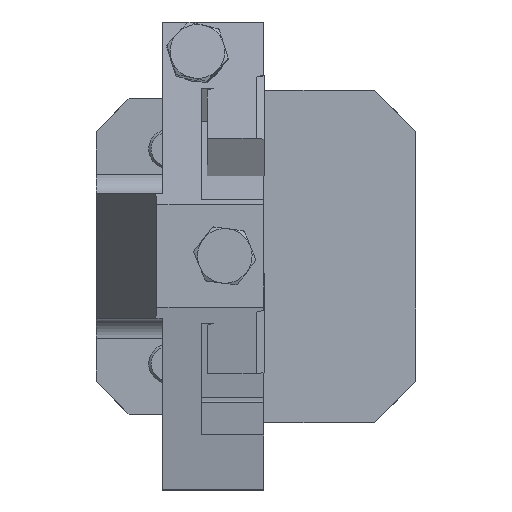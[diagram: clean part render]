
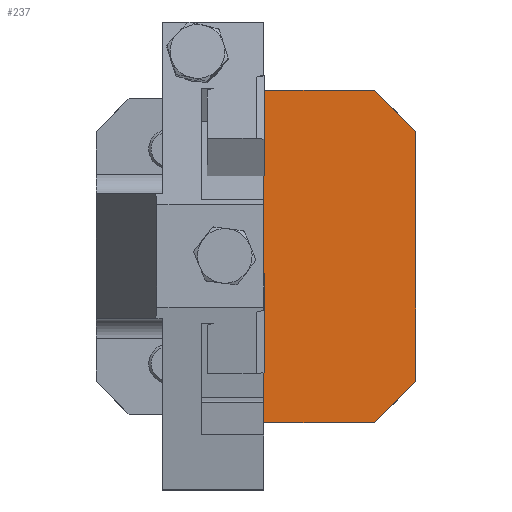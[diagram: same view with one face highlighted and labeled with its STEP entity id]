
A CAD part, top view. The second image highlights one B-rep face of the part: STEP entity #237.
In plain terms, the highlighted planar face has unit normal (0, 0, 1).
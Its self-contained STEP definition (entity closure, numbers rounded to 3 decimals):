
#237=ADVANCED_FACE('',(#468),#388,.F.);
#388=PLANE('',#2653);
#468=FACE_OUTER_BOUND('',#597,.T.);
#597=EDGE_LOOP('',(#1096,#1097,#1098,#1099,#1100,#1101));
#1096=ORIENTED_EDGE('',*,*,#1918,.F.);
#1097=ORIENTED_EDGE('',*,*,#1862,.F.);
#1098=ORIENTED_EDGE('',*,*,#1872,.F.);
#1099=ORIENTED_EDGE('',*,*,#1956,.T.);
#1100=ORIENTED_EDGE('',*,*,#1883,.F.);
#1101=ORIENTED_EDGE('',*,*,#1949,.T.);
#1617=VERTEX_POINT('',#3729);
#1618=VERTEX_POINT('',#3731);
#1624=VERTEX_POINT('',#3747);
#1628=VERTEX_POINT('',#3764);
#1629=VERTEX_POINT('',#3766);
#1655=VERTEX_POINT('',#3832);
#1862=EDGE_CURVE('',#1617,#1618,#2193,.T.);
#1872=EDGE_CURVE('',#1624,#1617,#2202,.T.);
#1883=EDGE_CURVE('',#1628,#1629,#2211,.T.);
#1918=EDGE_CURVE('',#1618,#1655,#2244,.T.);
#1949=EDGE_CURVE('',#1628,#1655,#2270,.T.);
#1956=EDGE_CURVE('',#1624,#1629,#2277,.T.);
#2193=LINE('',#3730,#2416);
#2202=LINE('',#3748,#2425);
#2211=LINE('',#3765,#2434);
#2244=LINE('',#3831,#2467);
#2270=LINE('',#3891,#2493);
#2277=LINE('',#3905,#2500);
#2416=VECTOR('',#2955,1.);
#2425=VECTOR('',#2968,1.);
#2434=VECTOR('',#2985,1.);
#2467=VECTOR('',#3032,1.);
#2493=VECTOR('',#3088,1.);
#2500=VECTOR('',#3105,1.);
#2653=AXIS2_PLACEMENT_3D('',#3912,#3114,#3115);
#2955=DIRECTION('',(0.,1.,0.));
#2968=DIRECTION('',(-1.,0.,0.));
#2985=DIRECTION('',(0.,-1.,0.));
#3032=DIRECTION('',(1.,0.,0.));
#3088=DIRECTION('',(-0.707,0.707,0.));
#3105=DIRECTION('',(0.707,0.707,0.));
#3114=DIRECTION('',(0.,0.,-1.));
#3115=DIRECTION('',(0.,1.,0.));
#3729=CARTESIAN_POINT('',(2.,-42.649,18.));
#3730=CARTESIAN_POINT('',(2.,90.,18.));
#3731=CARTESIAN_POINT('',(2.,42.649,18.));
#3747=CARTESIAN_POINT('',(30.351,-42.649,18.));
#3748=CARTESIAN_POINT('',(-41.,-42.649,18.));
#3764=CARTESIAN_POINT('',(41.,32.,18.));
#3765=CARTESIAN_POINT('',(41.,-60.,18.));
#3766=CARTESIAN_POINT('',(41.,-32.,18.));
#3831=CARTESIAN_POINT('',(-41.,42.649,18.));
#3832=CARTESIAN_POINT('',(30.351,42.649,18.));
#3891=CARTESIAN_POINT('',(26.,47.,18.));
#3905=CARTESIAN_POINT('',(26.,-47.,18.));
#3912=CARTESIAN_POINT('',(2.,-60.,18.));
